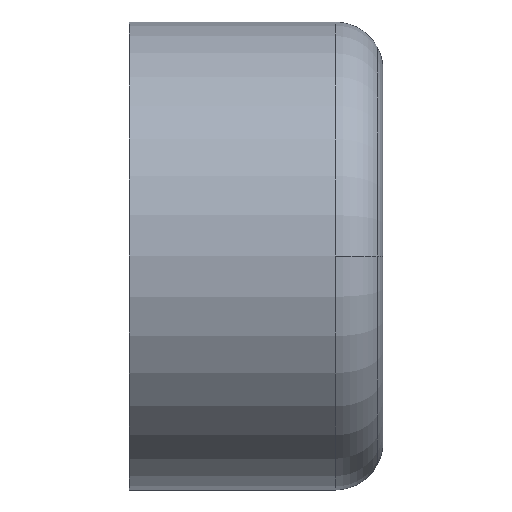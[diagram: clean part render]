
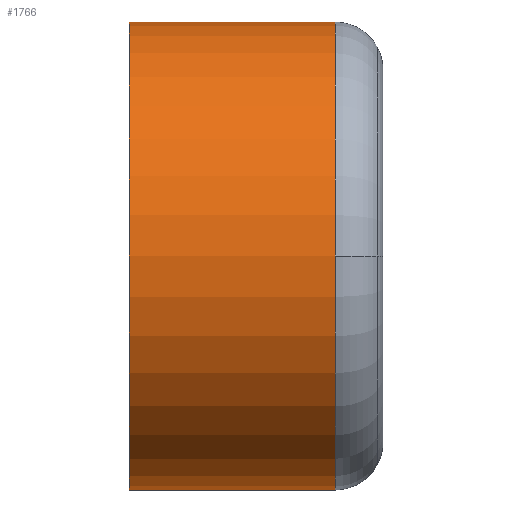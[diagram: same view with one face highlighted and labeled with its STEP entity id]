
A CAD part, left-side view. The second image highlights one B-rep face of the part: STEP entity #1766.
In plain terms, the highlighted cylindrical face has radius 14.75 mm (diameter 29.5 mm), a partial arc.
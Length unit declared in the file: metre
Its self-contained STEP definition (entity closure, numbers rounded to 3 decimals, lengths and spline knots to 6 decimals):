
#736=CARTESIAN_POINT('',(0.,0.015,0.));
#737=DIRECTION('',(0.,1.,0.));
#738=DIRECTION('',(0.,0.,-1.));
#739=AXIS2_PLACEMENT_3D('',#736,#737,#738);
#746=DIRECTION('',(0.,-1.,0.));
#747=VECTOR('',#746,0.013);
#748=CARTESIAN_POINT('',(0.,0.015,-0.01475));
#749=LINE('',#748,#747);
#750=DIRECTION('',(0.,-1.,0.));
#751=VECTOR('',#750,0.013);
#752=CARTESIAN_POINT('',(0.,0.015,0.01475));
#753=LINE('',#752,#751);
#759=CARTESIAN_POINT('',(0.,0.002,0.));
#760=DIRECTION('',(0.,-1.,0.));
#761=DIRECTION('',(-1.,0.,0.));
#762=AXIS2_PLACEMENT_3D('',#759,#760,#761);
#779=CARTESIAN_POINT('',(0.,0.002,0.));
#780=DIRECTION('',(0.,-1.,0.));
#781=DIRECTION('',(0.,0.,1.));
#782=AXIS2_PLACEMENT_3D('',#779,#780,#781);
#962=CARTESIAN_POINT('',(0.,0.015,0.01475));
#963=CARTESIAN_POINT('',(0.,0.002,0.01475));
#964=VERTEX_POINT('',#962);
#965=VERTEX_POINT('',#963);
#966=CARTESIAN_POINT('',(0.,0.015,-0.01475));
#967=CARTESIAN_POINT('',(0.,0.002,-0.01475));
#968=VERTEX_POINT('',#966);
#969=VERTEX_POINT('',#967);
#971=CARTESIAN_POINT('',(-0.01475,0.002,0.));
#973=VERTEX_POINT('',#971);
#1750=CARTESIAN_POINT('',(0.,0.0158,0.));
#1751=DIRECTION('',(0.,-1.,0.));
#1752=DIRECTION('',(0.,0.,-1.));
#1753=AXIS2_PLACEMENT_3D('',#1750,#1751,#1752);
#1754=CYLINDRICAL_SURFACE('',#1753,0.01475);
#1756=ORIENTED_EDGE('',*,*,#1755,.T.);
#1758=ORIENTED_EDGE('',*,*,#1757,.F.);
#1759=ORIENTED_EDGE('',*,*,#1732,.T.);
#1761=ORIENTED_EDGE('',*,*,#1760,.T.);
#1763=ORIENTED_EDGE('',*,*,#1762,.T.);
#1764=EDGE_LOOP('',(#1756,#1758,#1759,#1761,#1763));
#1765=FACE_OUTER_BOUND('',#1764,.F.);
#740=CIRCLE('',#739,0.01475);
#763=CIRCLE('',#762,0.01475);
#783=CIRCLE('',#782,0.01475);
#1732=EDGE_CURVE('',#968,#964,#740,.T.);
#1755=EDGE_CURVE('',#973,#969,#763,.T.);
#1757=EDGE_CURVE('',#968,#969,#749,.T.);
#1760=EDGE_CURVE('',#964,#965,#753,.T.);
#1762=EDGE_CURVE('',#965,#973,#783,.T.);
#1766=ADVANCED_FACE('',(#1765),#1754,.T.);
